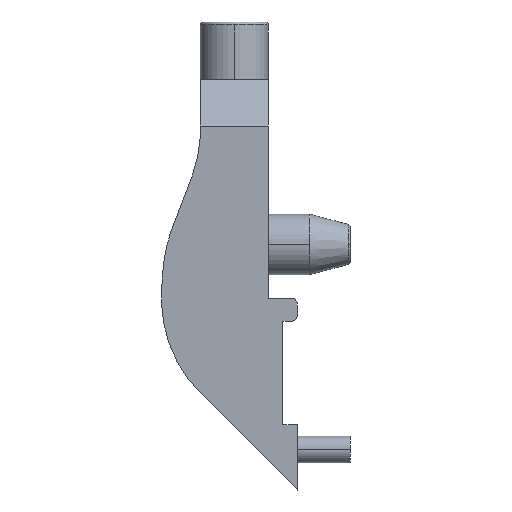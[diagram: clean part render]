
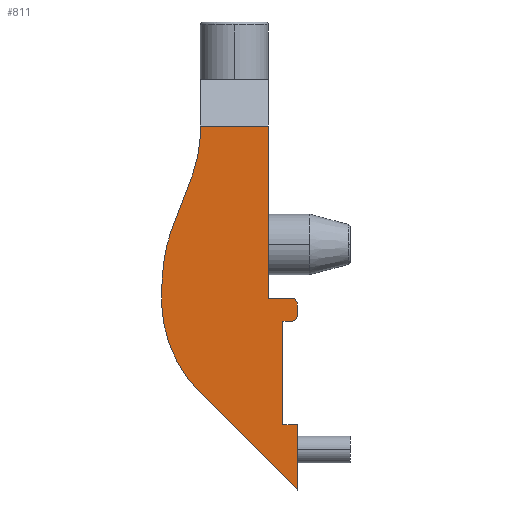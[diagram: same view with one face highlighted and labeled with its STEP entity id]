
A CAD part, left-side view. The second image highlights one B-rep face of the part: STEP entity #811.
In plain terms, the highlighted face is planar.
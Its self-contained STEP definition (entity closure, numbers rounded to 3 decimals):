
#11 = VERTEX_POINT ( 'NONE', #757 ) ;
#17 = CARTESIAN_POINT ( 'NONE',  ( -9.721, 10.562, 5.537 ) ) ;
#38 = VERTEX_POINT ( 'NONE', #127 ) ;
#41 = ORIENTED_EDGE ( 'NONE', *, *, #2037, .T. ) ;
#53 = LINE ( 'NONE', #786, #1197 ) ;
#62 = ORIENTED_EDGE ( 'NONE', *, *, #985, .T. ) ;
#67 = DIRECTION ( 'NONE',  ( 1., 0., 0. ) ) ;
#84 = EDGE_CURVE ( 'NONE', #702, #994, #53, .T. ) ;
#119 = EDGE_CURVE ( 'NONE', #1832, #38, #257, .T. ) ;
#123 = CARTESIAN_POINT ( 'NONE',  ( -17.29, 10.054, 5.537 ) ) ;
#126 = CARTESIAN_POINT ( 'NONE',  ( -10.229, 13.559, 5.537 ) ) ;
#127 = CARTESIAN_POINT ( 'NONE',  ( -21.538, 13.477, 5.537 ) ) ;
#174 = CARTESIAN_POINT ( 'NONE',  ( -17.329, 15.261, 5.537 ) ) ;
#185 = EDGE_CURVE ( 'NONE', #893, #266, #775, .T. ) ;
#189 = AXIS2_PLACEMENT_3D ( 'NONE', #1494, #490, #1651 ) ;
#196 = ORIENTED_EDGE ( 'NONE', *, *, #895, .T. ) ;
#216 = EDGE_LOOP ( 'NONE', ( #1988, #1427, #1806, #935, #1091, #918, #970, #1246, #1408, #62, #991, #41, #2012, #1178, #196 ) ) ;
#223 = CARTESIAN_POINT ( 'NONE',  ( -13.848, 10.562, 5.537 ) ) ;
#257 = CIRCLE ( 'NONE', #342, 5.85 ) ;
#263 = AXIS2_PLACEMENT_3D ( 'NONE', #668, #1185, #1354 ) ;
#266 = VERTEX_POINT ( 'NONE', #1208 ) ;
#291 = CARTESIAN_POINT ( 'NONE',  ( -21.538, 13.477, 5.537 ) ) ;
#342 = AXIS2_PLACEMENT_3D ( 'NONE', #2110, #1621, #967 ) ;
#347 = LINE ( 'NONE', #291, #1870 ) ;
#354 = VECTOR ( 'NONE', #67, 1000. ) ;
#357 = LINE ( 'NONE', #603, #1572 ) ;
#364 = DIRECTION ( 'NONE',  ( -1., 0., 0. ) ) ;
#375 = LINE ( 'NONE', #223, #2001 ) ;
#421 = VECTOR ( 'NONE', #1498, 1000. ) ;
#440 = DIRECTION ( 'NONE',  ( 0., 0., 1. ) ) ;
#453 = DIRECTION ( 'NONE',  ( -0.707, -0.707, 0. ) ) ;
#458 = EDGE_CURVE ( 'NONE', #11, #997, #357, .T. ) ;
#490 = DIRECTION ( 'NONE',  ( 0., 0., 1. ) ) ;
#574 = VECTOR ( 'NONE', #1849, 1000. ) ;
#591 = VERTEX_POINT ( 'NONE', #1953 ) ;
#603 = CARTESIAN_POINT ( 'NONE',  ( -17.77, 9.292, 5.537 ) ) ;
#607 = CARTESIAN_POINT ( 'NONE',  ( -17.29, 10.562, 5.537 ) ) ;
#609 = PLANE ( 'NONE',  #1005 ) ;
#615 = CARTESIAN_POINT ( 'NONE',  ( -16.349, 15.243, 5.537 ) ) ;
#665 = CIRCLE ( 'NONE', #263, 0.254 ) ;
#668 = CARTESIAN_POINT ( 'NONE',  ( -18.052, 9.546, 5.537 ) ) ;
#691 = VECTOR ( 'NONE', #1955, 1000. ) ;
#702 = VERTEX_POINT ( 'NONE', #17 ) ;
#705 = CARTESIAN_POINT ( 'NONE',  ( -18.306, 12.276, 5.537 ) ) ;
#709 = B_SPLINE_CURVE_WITH_KNOTS ( 'NONE', 3,
 ( #126, #1279, #2097, #615, #2108 ),
 .UNSPECIFIED., .F., .F.,
 ( 4, 1, 4 ),
 ( 0., 0.005, 0.007 ),
 .UNSPECIFIED. ) ;
#731 = VERTEX_POINT ( 'NONE', #1217 ) ;
#735 = EDGE_CURVE ( 'NONE', #702, #1377, #375, .T. ) ;
#748 = CARTESIAN_POINT ( 'NONE',  ( -17.52, 15.261, 5.537 ) ) ;
#757 = CARTESIAN_POINT ( 'NONE',  ( -25.723, 9.292, 5.537 ) ) ;
#775 = LINE ( 'NONE', #1156, #421 ) ;
#779 = DIRECTION ( 'NONE',  ( 0., -1., 0. ) ) ;
#780 = VERTEX_POINT ( 'NONE', #882 ) ;
#786 = CARTESIAN_POINT ( 'NONE',  ( -9.721, 12.276, 5.537 ) ) ;
#788 = EDGE_CURVE ( 'NONE', #780, #994, #1216, .T. ) ;
#811 = ADVANCED_FACE ( 'NONE', ( #887 ), #609, .T. ) ;
#822 = CARTESIAN_POINT ( 'NONE',  ( -22.853, 9.292, 5.537 ) ) ;
#829 = VECTOR ( 'NONE', #779, 1000. ) ;
#863 = EDGE_CURVE ( 'NONE', #1880, #997, #1263, .T. ) ;
#882 = CARTESIAN_POINT ( 'NONE',  ( -10.229, 13.559, 5.537 ) ) ;
#887 = FACE_OUTER_BOUND ( 'NONE', #216, .T. ) ;
#893 = VERTEX_POINT ( 'NONE', #943 ) ;
#895 = EDGE_CURVE ( 'NONE', #1880, #591, #1703, .T. ) ;
#902 = CARTESIAN_POINT ( 'NONE',  ( -8.959, 13.559, 5.537 ) ) ;
#918 = ORIENTED_EDGE ( 'NONE', *, *, #735, .F. ) ;
#935 = ORIENTED_EDGE ( 'NONE', *, *, #1015, .T. ) ;
#943 = CARTESIAN_POINT ( 'NONE',  ( -18.052, 9.292, 5.537 ) ) ;
#967 = DIRECTION ( 'NONE',  ( 1., 0., 0. ) ) ;
#970 = ORIENTED_EDGE ( 'NONE', *, *, #84, .T. ) ;
#972 = CARTESIAN_POINT ( 'NONE',  ( -9.721, 13.559, 5.537 ) ) ;
#976 = DIRECTION ( 'NONE',  ( -1., 0., 0. ) ) ;
#985 = EDGE_CURVE ( 'NONE', #2055, #1832, #1476, .T. ) ;
#991 = ORIENTED_EDGE ( 'NONE', *, *, #119, .T. ) ;
#994 = VERTEX_POINT ( 'NONE', #972 ) ;
#997 = VERTEX_POINT ( 'NONE', #822 ) ;
#1005 = AXIS2_PLACEMENT_3D ( 'NONE', #1282, #440, #1912 ) ;
#1015 = EDGE_CURVE ( 'NONE', #266, #2075, #1768, .T. ) ;
#1053 = EDGE_CURVE ( 'NONE', #731, #893, #665, .T. ) ;
#1091 = ORIENTED_EDGE ( 'NONE', *, *, #1907, .F. ) ;
#1094 = DIRECTION ( 'NONE',  ( 1., 0., 0. ) ) ;
#1105 = VECTOR ( 'NONE', #1562, 1000. ) ;
#1116 = CARTESIAN_POINT ( 'NONE',  ( -22.853, 10.181, 5.537 ) ) ;
#1156 = CARTESIAN_POINT ( 'NONE',  ( -17.77, 9.292, 5.537 ) ) ;
#1178 = ORIENTED_EDGE ( 'NONE', *, *, #863, .F. ) ;
#1185 = DIRECTION ( 'NONE',  ( 0., 0., 1. ) ) ;
#1197 = VECTOR ( 'NONE', #1936, 1000. ) ;
#1208 = CARTESIAN_POINT ( 'NONE',  ( -17.544, 9.292, 5.537 ) ) ;
#1216 = LINE ( 'NONE', #902, #354 ) ;
#1217 = CARTESIAN_POINT ( 'NONE',  ( -18.306, 9.546, 5.537 ) ) ;
#1239 = LINE ( 'NONE', #705, #574 ) ;
#1246 = ORIENTED_EDGE ( 'NONE', *, *, #788, .F. ) ;
#1263 = LINE ( 'NONE', #1116, #829 ) ;
#1272 = CARTESIAN_POINT ( 'NONE',  ( -17.77, 9.927, 5.537 ) ) ;
#1279 = CARTESIAN_POINT ( 'NONE',  ( -11.882, 13.645, 5.537 ) ) ;
#1282 = CARTESIAN_POINT ( 'NONE',  ( -25.819, 9.292, 5.537 ) ) ;
#1354 = DIRECTION ( 'NONE',  ( -1., 0., 0. ) ) ;
#1377 = VERTEX_POINT ( 'NONE', #607 ) ;
#1408 = ORIENTED_EDGE ( 'NONE', *, *, #2076, .T. ) ;
#1427 = ORIENTED_EDGE ( 'NONE', *, *, #1053, .T. ) ;
#1462 = CARTESIAN_POINT ( 'NONE',  ( -17.29, 9.546, 5.537 ) ) ;
#1476 = LINE ( 'NONE', #174, #1587 ) ;
#1494 = CARTESIAN_POINT ( 'NONE',  ( -17.544, 9.546, 5.537 ) ) ;
#1498 = DIRECTION ( 'NONE',  ( 1., 0., 0. ) ) ;
#1562 = DIRECTION ( 'NONE',  ( 1., 0., 0. ) ) ;
#1572 = VECTOR ( 'NONE', #1094, 1000. ) ;
#1587 = VECTOR ( 'NONE', #976, 1000. ) ;
#1595 = CARTESIAN_POINT ( 'NONE',  ( -22.853, 9.927, 5.537 ) ) ;
#1621 = DIRECTION ( 'NONE',  ( 0., 0., 1. ) ) ;
#1651 = DIRECTION ( 'NONE',  ( -1., 0., 0. ) ) ;
#1699 = EDGE_CURVE ( 'NONE', #591, #731, #1239, .T. ) ;
#1703 = LINE ( 'NONE', #1272, #1105 ) ;
#1768 = CIRCLE ( 'NONE', #189, 0.254 ) ;
#1769 = CARTESIAN_POINT ( 'NONE',  ( -17.138, 15.261, 5.537 ) ) ;
#1806 = ORIENTED_EDGE ( 'NONE', *, *, #185, .T. ) ;
#1832 = VERTEX_POINT ( 'NONE', #748 ) ;
#1849 = DIRECTION ( 'NONE',  ( 0., -1., 0. ) ) ;
#1870 = VECTOR ( 'NONE', #453, 1000. ) ;
#1880 = VERTEX_POINT ( 'NONE', #1595 ) ;
#1907 = EDGE_CURVE ( 'NONE', #1377, #2075, #1997, .T. ) ;
#1912 = DIRECTION ( 'NONE',  ( 1., 0., 0. ) ) ;
#1936 = DIRECTION ( 'NONE',  ( 0., 1., 0. ) ) ;
#1953 = CARTESIAN_POINT ( 'NONE',  ( -18.306, 9.927, 5.537 ) ) ;
#1955 = DIRECTION ( 'NONE',  ( 0., -1., 0. ) ) ;
#1988 = ORIENTED_EDGE ( 'NONE', *, *, #1699, .T. ) ;
#1997 = LINE ( 'NONE', #123, #691 ) ;
#2001 = VECTOR ( 'NONE', #364, 1000. ) ;
#2012 = ORIENTED_EDGE ( 'NONE', *, *, #458, .T. ) ;
#2037 = EDGE_CURVE ( 'NONE', #38, #11, #347, .T. ) ;
#2055 = VERTEX_POINT ( 'NONE', #1769 ) ;
#2075 = VERTEX_POINT ( 'NONE', #1462 ) ;
#2076 = EDGE_CURVE ( 'NONE', #780, #2055, #709, .T. ) ;
#2097 = CARTESIAN_POINT ( 'NONE',  ( -14.018, 15.068, 5.537 ) ) ;
#2108 = CARTESIAN_POINT ( 'NONE',  ( -17.138, 15.261, 5.537 ) ) ;
#2110 = CARTESIAN_POINT ( 'NONE',  ( -17.329, 9.414, 5.537 ) ) ;
